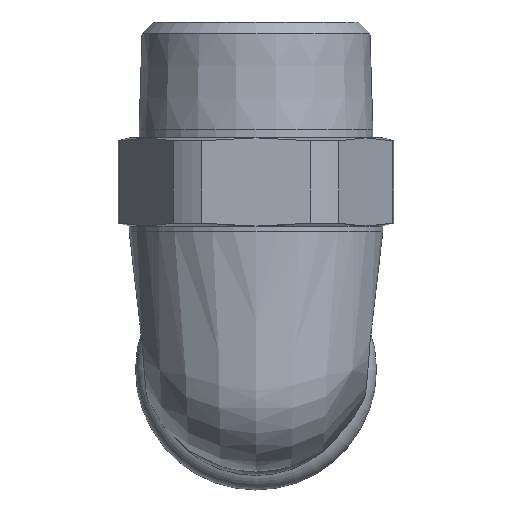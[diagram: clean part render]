
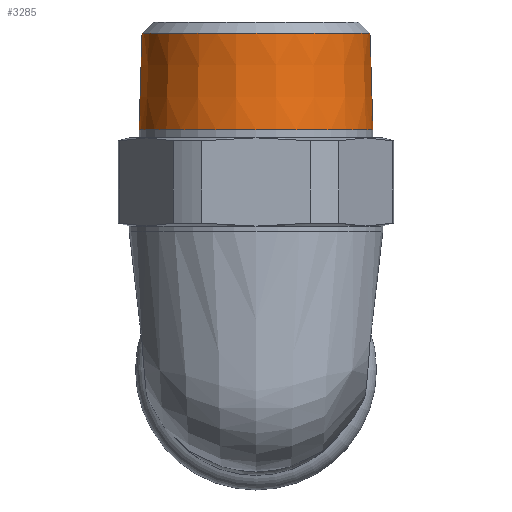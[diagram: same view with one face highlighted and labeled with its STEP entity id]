
A CAD part, left-side view. The second image highlights one B-rep face of the part: STEP entity #3285.
In plain terms, the highlighted conical face has half-angle 1.78 degrees and reference radius 20.897 mm.
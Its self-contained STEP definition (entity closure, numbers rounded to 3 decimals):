
#481=CONICAL_SURFACE('',#3537,20.897,0.031);
#500=LINE('',#4348,#657);
#657=VECTOR('',#3800,20.897);
#835=FACE_OUTER_BOUND('',#1028,.T.);
#1028=EDGE_LOOP('',(#2284,#2285,#2286,#2287,#2288,#2289));
#1264=CIRCLE('',#3535,20.656);
#1265=CIRCLE('',#3536,20.656);
#1266=CIRCLE('',#3538,21.2);
#1267=CIRCLE('',#3539,21.2);
#1345=VERTEX_POINT('',#4341);
#1346=VERTEX_POINT('',#4343);
#1347=VERTEX_POINT('',#4347);
#1348=VERTEX_POINT('',#4349);
#1713=EDGE_CURVE('',#1345,#1346,#1264,.T.);
#1714=EDGE_CURVE('',#1346,#1345,#1265,.T.);
#1715=EDGE_CURVE('',#1346,#1347,#500,.T.);
#1716=EDGE_CURVE('',#1347,#1348,#1266,.T.);
#1717=EDGE_CURVE('',#1348,#1347,#1267,.T.);
#2284=ORIENTED_EDGE('',*,*,#1713,.F.);
#2285=ORIENTED_EDGE('',*,*,#1714,.F.);
#2286=ORIENTED_EDGE('',*,*,#1715,.T.);
#2287=ORIENTED_EDGE('',*,*,#1716,.T.);
#2288=ORIENTED_EDGE('',*,*,#1717,.T.);
#2289=ORIENTED_EDGE('',*,*,#1715,.F.);
#3285=ADVANCED_FACE('',(#835),#481,.T.);
#3535=AXIS2_PLACEMENT_3D('',#4344,#3794,#3795);
#3536=AXIS2_PLACEMENT_3D('',#4345,#3796,#3797);
#3537=AXIS2_PLACEMENT_3D('',#4346,#3798,#3799);
#3538=AXIS2_PLACEMENT_3D('',#4350,#3801,#3802);
#3539=AXIS2_PLACEMENT_3D('',#4351,#3803,#3804);
#3794=DIRECTION('center_axis',(0.,0.,
1.));
#3795=DIRECTION('ref_axis',(0.,-1.,0.));
#3796=DIRECTION('center_axis',(0.,0.,
1.));
#3797=DIRECTION('ref_axis',(0.,-1.,0.));
#3798=DIRECTION('center_axis',(0.,0.,
-1.));
#3799=DIRECTION('ref_axis',(0.,1.,0.));
#3800=DIRECTION('',(0.,-0.031,-1.));
#3801=DIRECTION('center_axis',(0.,0.,
1.));
#3802=DIRECTION('ref_axis',(0.,1.,0.));
#3803=DIRECTION('center_axis',(0.,0.,
1.));
#3804=DIRECTION('ref_axis',(0.,1.,0.));
#4341=CARTESIAN_POINT('',(0.,20.656,61.001));
#4343=CARTESIAN_POINT('',(0.,-20.656,61.001));
#4344=CARTESIAN_POINT('Origin',(0.,0.,
61.001));
#4345=CARTESIAN_POINT('Origin',(0.,0.,
61.001));
#4346=CARTESIAN_POINT('Origin',(0.,0.,
53.25));
#4347=CARTESIAN_POINT('',(0.,-21.2,43.5));
#4348=CARTESIAN_POINT('',(0.,-20.897,53.25));
#4349=CARTESIAN_POINT('',(0.,21.2,43.5));
#4350=CARTESIAN_POINT('Origin',(0.,0.,
43.5));
#4351=CARTESIAN_POINT('Origin',(0.,0.,
43.5));
